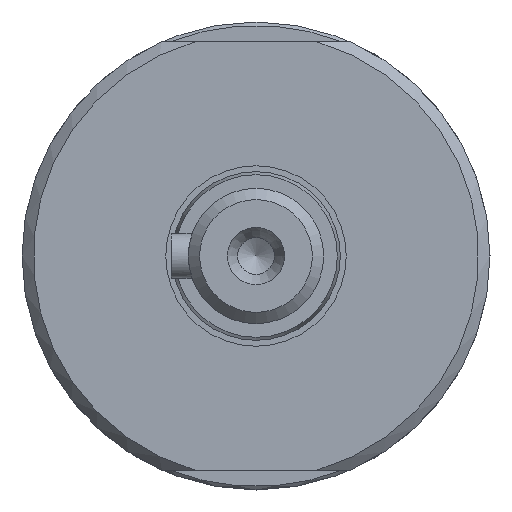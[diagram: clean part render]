
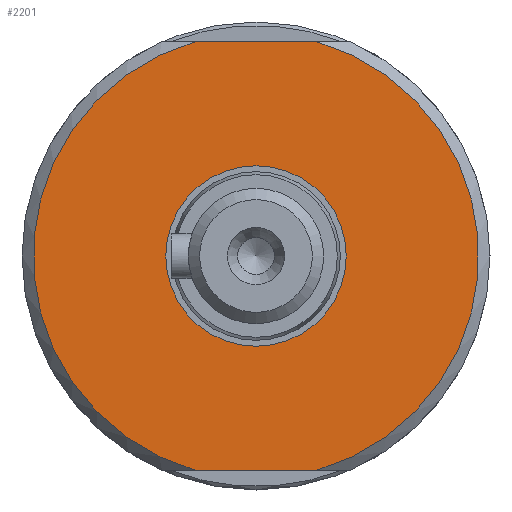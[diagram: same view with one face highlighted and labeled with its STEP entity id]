
A CAD part, left-side view. The second image highlights one B-rep face of the part: STEP entity #2201.
In plain terms, the highlighted planar face has unit normal (-1, 0, 0).
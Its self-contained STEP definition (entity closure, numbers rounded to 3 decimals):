
#40=FACE_BOUND('',#438,.T.);
#223=PLANE('',#2437);
#314=FACE_OUTER_BOUND('',#437,.T.);
#437=EDGE_LOOP('',(#1748,#1749,#1750,#1751));
#438=EDGE_LOOP('',(#1752,#1753));
#562=LINE('',#3682,#675);
#566=LINE('',#3698,#679);
#675=VECTOR('',#2909,10.);
#679=VECTOR('',#2917,10.);
#821=CIRCLE('',#2429,19.75);
#825=CIRCLE('',#2435,8.);
#826=CIRCLE('',#2436,8.);
#827=CIRCLE('',#2438,19.75);
#1018=VERTEX_POINT('',#3677);
#1019=VERTEX_POINT('',#3681);
#1022=VERTEX_POINT('',#3693);
#1023=VERTEX_POINT('',#3697);
#1027=VERTEX_POINT('',#3714);
#1028=VERTEX_POINT('',#3716);
#1284=EDGE_CURVE('',#1019,#1018,#562,.T.);
#1290=EDGE_CURVE('',#1023,#1022,#566,.T.);
#1293=EDGE_CURVE('',#1019,#1022,#821,.T.);
#1298=EDGE_CURVE('',#1028,#1027,#825,.T.);
#1299=EDGE_CURVE('',#1027,#1028,#826,.T.);
#1300=EDGE_CURVE('',#1023,#1018,#827,.T.);
#1748=ORIENTED_EDGE('',*,*,#1284,.T.);
#1749=ORIENTED_EDGE('',*,*,#1300,.F.);
#1750=ORIENTED_EDGE('',*,*,#1290,.T.);
#1751=ORIENTED_EDGE('',*,*,#1293,.F.);
#1752=ORIENTED_EDGE('',*,*,#1298,.T.);
#1753=ORIENTED_EDGE('',*,*,#1299,.T.);
#2201=ADVANCED_FACE('',(#314,#40),#223,.T.);
#2429=AXIS2_PLACEMENT_3D('',#3705,#2924,#2925);
#2435=AXIS2_PLACEMENT_3D('',#3717,#2937,#2938);
#2436=AXIS2_PLACEMENT_3D('',#3718,#2939,#2940);
#2437=AXIS2_PLACEMENT_3D('',#3719,#2941,#2942);
#2438=AXIS2_PLACEMENT_3D('',#3720,#2943,#2944);
#2909=DIRECTION('',(0.,1.,0.));
#2917=DIRECTION('',(0.,-1.,0.));
#2924=DIRECTION('center_axis',(1.,0.,0.));
#2925=DIRECTION('ref_axis',(0.,-1.,0.));
#2937=DIRECTION('center_axis',(1.,0.,0.));
#2938=DIRECTION('ref_axis',(0.,-1.,0.));
#2939=DIRECTION('center_axis',(1.,0.,0.));
#2940=DIRECTION('ref_axis',(0.,-1.,0.));
#2941=DIRECTION('center_axis',(-1.,0.,0.));
#2942=DIRECTION('ref_axis',(0.,0.,
-1.));
#2943=DIRECTION('center_axis',(1.,0.,0.));
#2944=DIRECTION('ref_axis',(0.,-1.,0.));
#3677=CARTESIAN_POINT('',(-85.,5.391,19.));
#3681=CARTESIAN_POINT('',(-85.,-5.391,19.));
#3682=CARTESIAN_POINT('',(-85.,-1.392,19.));
#3693=CARTESIAN_POINT('',(-85.,-5.391,-19.));
#3697=CARTESIAN_POINT('',(-85.,5.391,-19.));
#3698=CARTESIAN_POINT('',(-85.,-12.483,-19.));
#3705=CARTESIAN_POINT('Origin',(-85.,0.,
0.));
#3714=CARTESIAN_POINT('',(-85.,8.,0.));
#3716=CARTESIAN_POINT('',(-85.,-8.,0.));
#3717=CARTESIAN_POINT('Origin',(-85.,0.,
0.));
#3718=CARTESIAN_POINT('Origin',(-85.,0.,
0.));
#3719=CARTESIAN_POINT('Origin',(-85.,-13.875,0.));
#3720=CARTESIAN_POINT('Origin',(-85.,0.,
0.));
